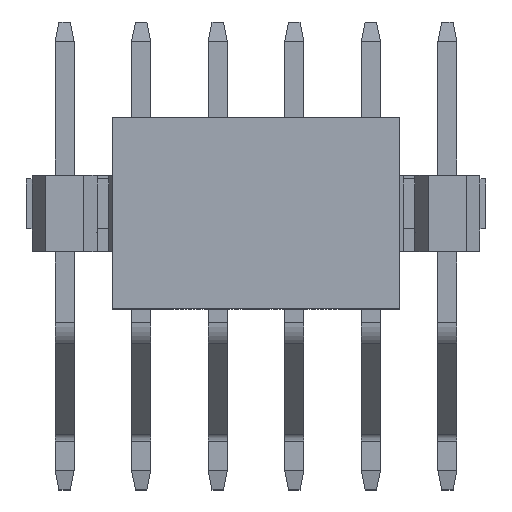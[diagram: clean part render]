
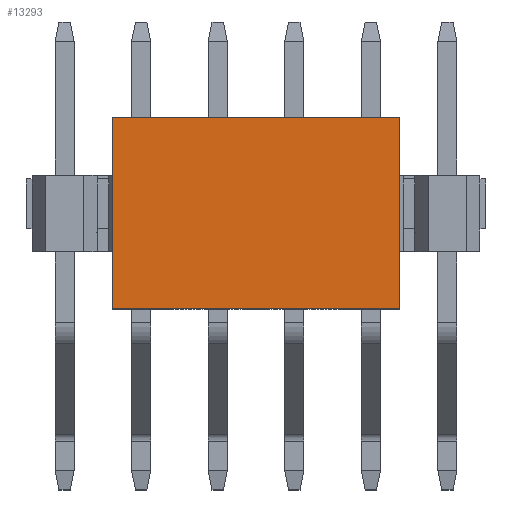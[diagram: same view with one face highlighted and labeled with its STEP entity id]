
A CAD part, top view. The second image highlights one B-rep face of the part: STEP entity #13293.
In plain terms, the highlighted planar face has unit normal (0, 0, 1).
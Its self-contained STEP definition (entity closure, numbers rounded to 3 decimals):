
#1704=ORIENTED_EDGE('',*,*,#3802,.T.);
#1705=ORIENTED_EDGE('',*,*,#3826,.F.);
#1706=ORIENTED_EDGE('',*,*,#3808,.F.);
#1707=ORIENTED_EDGE('',*,*,#3827,.T.);
#3802=EDGE_CURVE('',#4899,#4898,#5929,.T.);
#3808=EDGE_CURVE('',#4902,#4903,#5933,.T.);
#3826=EDGE_CURVE('',#4903,#4898,#5942,.T.);
#3827=EDGE_CURVE('',#4902,#4899,#5943,.T.);
#4898=VERTEX_POINT('',#18332);
#4899=VERTEX_POINT('',#18334);
#4902=VERTEX_POINT('',#18343);
#4903=VERTEX_POINT('',#18345);
#5929=LINE('',#18333,#7141);
#5933=LINE('',#18344,#7145);
#5942=LINE('',#18372,#7154);
#5943=LINE('',#18374,#7155);
#7141=VECTOR('',#15556,1000.);
#7145=VECTOR('',#15566,1000.);
#7154=VECTOR('',#15595,1000.);
#7155=VECTOR('',#15598,1000.);
#7930=EDGE_LOOP('',(#1704,#1705,#1706,#1707));
#8502=FACE_BOUND('',#7930,.T.);
#9030=PLANE('',#13900);
#13293=ADVANCED_FACE('',(#8502),#9030,.F.);
#13900=AXIS2_PLACEMENT_3D('',#18373,#15596,#15597);
#15556=DIRECTION('',(-1.,0.,0.));
#15566=DIRECTION('',(-1.,0.,0.));
#15595=DIRECTION('',(0.,1.,0.));
#15596=DIRECTION('',(0.,0.,-1.));
#15597=DIRECTION('',(-1.,0.,0.));
#15598=DIRECTION('',(0.,1.,0.));
#18332=CARTESIAN_POINT('',(-3.75,2.5,3.5));
#18333=CARTESIAN_POINT('',(3.75,2.5,3.5));
#18334=CARTESIAN_POINT('',(3.75,2.5,3.5));
#18343=CARTESIAN_POINT('',(3.75,-2.5,3.5));
#18344=CARTESIAN_POINT('',(3.75,-2.5,3.5));
#18345=CARTESIAN_POINT('',(-3.75,-2.5,3.5));
#18372=CARTESIAN_POINT('',(-3.75,-2.5,3.5));
#18373=CARTESIAN_POINT('',(3.75,-2.5,3.5));
#18374=CARTESIAN_POINT('',(3.75,-2.5,3.5));
